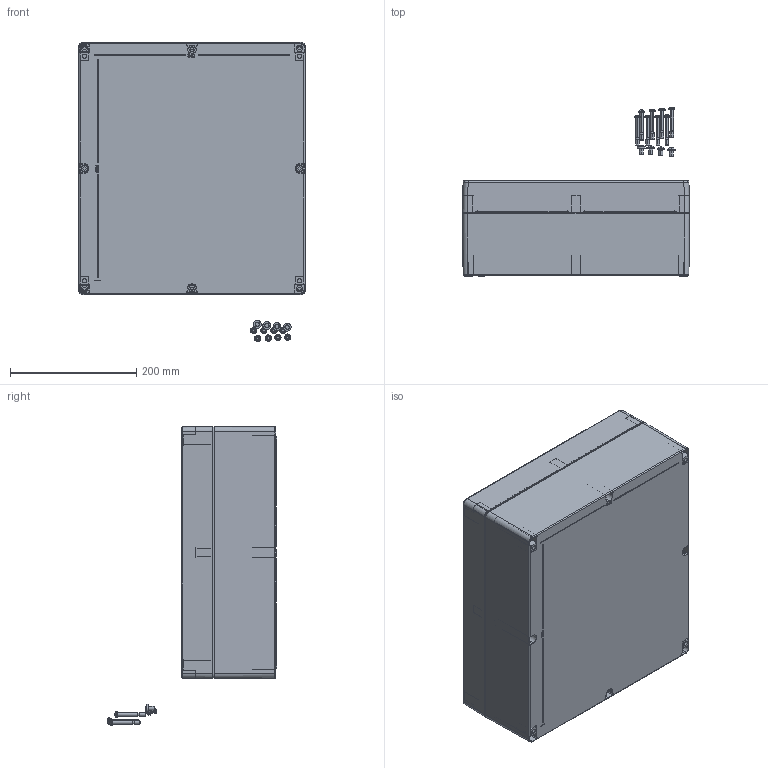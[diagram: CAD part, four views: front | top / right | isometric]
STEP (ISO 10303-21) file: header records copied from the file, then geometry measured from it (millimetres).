
FILE_DESCRIPTION (( 'STEP AP214' ), '1' );
FILE_NAME ('09403615.STEP', '2008-10-02T12:57:25', ( ' ' ), ( '' ), 'SwSTEP 2.0', 'SolidWorks 2008', '' );
FILE_SCHEMA (( 'AUTOMOTIVE_DESIGN' ));
Products named in the file (10): 93112_Standard; 5200.020.0_Standard; 51016_Standard; 93215_Standard; 37076_Standard; 09403615; 38076_Standard; 82003_Standard; 86218_Standard
Assembly tree (33 placements, depth 3):
  09403615
    93112_Standard  x8
    37076_Standard
      37076_Standard
      86218_Standard  x8
    51016_Standard
      5200.020.0_Standard  x8
      93215_Standard  x4
    38076_Standard
    82003_Standard
Bounding box: 360 x 268.72 x 474.57 mm (x, y, z)
Volume: 2159255.6 mm3; surface area: 1135147.2 mm2
Topology: 31 solids, 31 shells, 2909 faces, 6716 edges, 3839 vertices
Faces by surface type: cylinder 1016, plane 682, torus 534, bspline 330, cone 265, sphere 82
Entity records: 75979 total; most frequent: CARTESIAN_POINT 27272, DIRECTION 10492, ORIENTED_EDGE 10066, EDGE_CURVE 5033, AXIS2_PLACEMENT_3D 4280, VERTEX_POINT 2881, EDGE_LOOP 2342, CIRCLE 2339
